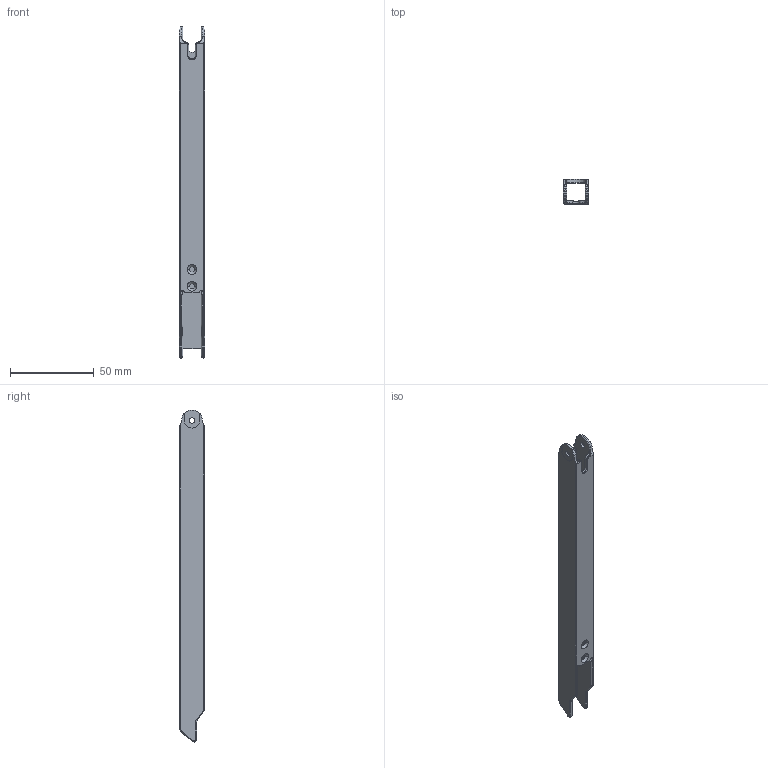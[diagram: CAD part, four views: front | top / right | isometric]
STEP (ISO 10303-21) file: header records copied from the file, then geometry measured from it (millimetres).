
FILE_DESCRIPTION (( 'STEP AP203' ), '1' );
FILE_NAME ('Link 2_Default_sldprt.STEP', '2023-09-27T09:49:12', ( '' ), ( '' ), 'SwSTEP 2.0', 'SolidWorks 2020', '' );
FILE_SCHEMA (( 'CONFIG_CONTROL_DESIGN' ));
Length unit declared in the file: millimetre
Products named in the file (1): Link 2_Default_sldprt
Bounding box: 15 x 15 x 198.03 mm (x, y, z)
Volume: 17952.1 mm3; surface area: 18668.8 mm2
Topology: 1 solids, 1 shells, 135 faces, 347 edges, 213 vertices
Faces by surface type: plane 52, cylinder 44, cone 32, bspline 7
Entity records: 4667 total; most frequent: CARTESIAN_POINT 1287, DIRECTION 699, ORIENTED_EDGE 694, EDGE_CURVE 347, AXIS2_PLACEMENT_3D 249, VERTEX_POINT 213, LINE 201, VECTOR 201
